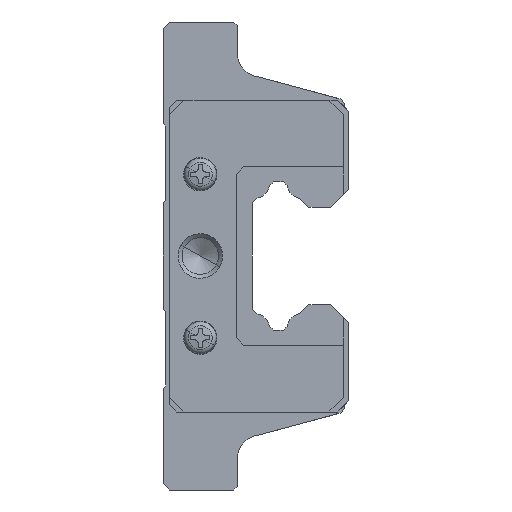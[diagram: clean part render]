
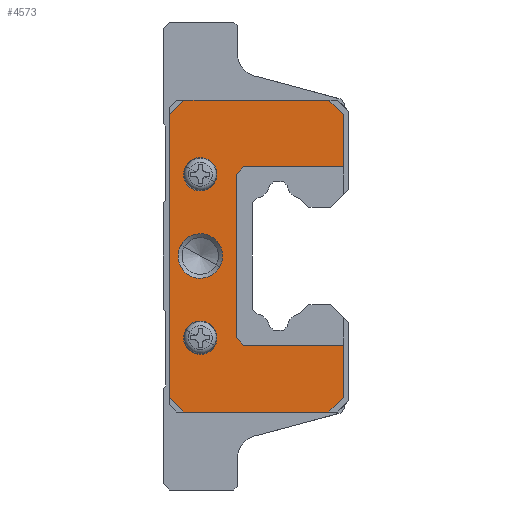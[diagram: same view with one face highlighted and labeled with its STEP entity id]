
A CAD part, left-side view. The second image highlights one B-rep face of the part: STEP entity #4573.
In plain terms, the highlighted planar face has unit normal (-1, 0, 0).
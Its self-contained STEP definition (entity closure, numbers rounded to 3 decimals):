
#131=CARTESIAN_POINT('Vertex',(-35.,1.452,12.)) ;
#134=CARTESIAN_POINT('Line Origine',(-35.,8.194,12.)) ;
#138=CARTESIAN_POINT('Vertex',(-35.,14.935,12.)) ;
#171=CARTESIAN_POINT('Vertex',(-35.,14.935,-12.)) ;
#174=CARTESIAN_POINT('Line Origine',(-35.,8.194,-12.)) ;
#178=CARTESIAN_POINT('Vertex',(-35.,1.452,-12.)) ;
#205=CARTESIAN_POINT('Line Origine',(-35.,15.435,11.5)) ;
#209=CARTESIAN_POINT('Vertex',(-35.,15.935,11.)) ;
#240=CARTESIAN_POINT('Vertex',(-35.,15.935,-11.)) ;
#243=CARTESIAN_POINT('Line Origine',(-35.,15.435,-11.5)) ;
#265=CARTESIAN_POINT('Line Origine',(-35.,15.935,0.)) ;
#330=CARTESIAN_POINT('Line Origine',(-35.,13.202,21.)) ;
#334=CARTESIAN_POINT('Vertex',(-35.,22.952,21.)) ;
#336=CARTESIAN_POINT('Vertex',(-35.,3.452,21.)) ;
#652=CARTESIAN_POINT('Vertex',(-35.,24.952,19.)) ;
#655=CARTESIAN_POINT('Line Origine',(-35.,23.952,20.)) ;
#719=CARTESIAN_POINT('Vertex',(-35.,1.452,19.)) ;
#727=CARTESIAN_POINT('Line Origine',(-35.,2.452,20.)) ;
#783=CARTESIAN_POINT('Line Origine',(-35.,13.202,-21.)) ;
#787=CARTESIAN_POINT('Vertex',(-35.,3.452,-21.)) ;
#789=CARTESIAN_POINT('Vertex',(-35.,22.952,-21.)) ;
#850=CARTESIAN_POINT('Vertex',(-35.,1.452,-19.)) ;
#853=CARTESIAN_POINT('Line Origine',(-35.,2.452,-20.)) ;
#2105=CARTESIAN_POINT('Line Origine',(-35.,24.952,0.)) ;
#2109=CARTESIAN_POINT('Vertex',(-35.,24.952,-19.)) ;
#2169=CARTESIAN_POINT('Line Origine',(-35.,23.952,-20.)) ;
#3888=CARTESIAN_POINT('Line Origine',(-35.,1.452,-15.5)) ;
#3921=CARTESIAN_POINT('Line Origine',(-35.,1.452,15.5)) ;
#4534=CARTESIAN_POINT('Axis2P3D Location',(-35.,0.,0.)) ;
#4555=CARTESIAN_POINT('Axis2P3D Location',(-35.,20.752,0.)) ;
#4559=CARTESIAN_POINT('Vertex',(-35.,18.119,-1.438)) ;
#4561=CARTESIAN_POINT('Vertex',(-35.,23.385,1.438)) ;
#4564=CARTESIAN_POINT('Axis2P3D Location',(-35.,20.752,0.)) ;
#135=DIRECTION('Vector Direction',(0.,-1.,0.)) ;
#175=DIRECTION('Vector Direction',(0.,1.,0.)) ;
#206=DIRECTION('Vector Direction',(0.,-0.707,0.707)) ;
#244=DIRECTION('Vector Direction',(0.,0.707,0.707)) ;
#266=DIRECTION('Vector Direction',(0.,0.,1.)) ;
#331=DIRECTION('Vector Direction',(0.,-1.,0.)) ;
#656=DIRECTION('Vector Direction',(0.,0.707,-0.707)) ;
#728=DIRECTION('Vector Direction',(0.,-0.707,-0.707)) ;
#784=DIRECTION('Vector Direction',(0.,1.,0.)) ;
#854=DIRECTION('Vector Direction',(0.,-0.707,0.707)) ;
#2106=DIRECTION('Vector Direction',(0.,0.,1.)) ;
#2170=DIRECTION('Vector Direction',(0.,0.707,0.707)) ;
#3889=DIRECTION('Vector Direction',(0.,0.,-1.)) ;
#3922=DIRECTION('Vector Direction',(0.,0.,-1.)) ;
#4535=DIRECTION('Axis2P3D Direction',(1.,-0.,0.)) ;
#4536=DIRECTION('Axis2P3D XDirection',(0.,0.,-1.)) ;
#4556=DIRECTION('Axis2P3D Direction',(1.,-0.,0.)) ;
#4565=DIRECTION('Axis2P3D Direction',(1.,-0.,0.)) ;
#4537=AXIS2_PLACEMENT_3D('Plane Axis2P3D',#4534,#4535,#4536) ;
#4557=AXIS2_PLACEMENT_3D('Circle Axis2P3D',#4555,#4556,$) ;
#4566=AXIS2_PLACEMENT_3D('Circle Axis2P3D',#4564,#4565,$) ;
#4540=ORIENTED_EDGE('',*,*,#180,.T.) ;
#4541=ORIENTED_EDGE('',*,*,#247,.T.) ;
#4542=ORIENTED_EDGE('',*,*,#269,.T.) ;
#4543=ORIENTED_EDGE('',*,*,#211,.T.) ;
#4544=ORIENTED_EDGE('',*,*,#140,.T.) ;
#4545=ORIENTED_EDGE('',*,*,#3925,.F.) ;
#4546=ORIENTED_EDGE('',*,*,#731,.F.) ;
#4547=ORIENTED_EDGE('',*,*,#338,.F.) ;
#4548=ORIENTED_EDGE('',*,*,#659,.T.) ;
#4549=ORIENTED_EDGE('',*,*,#2111,.F.) ;
#4550=ORIENTED_EDGE('',*,*,#2173,.F.) ;
#4551=ORIENTED_EDGE('',*,*,#791,.F.) ;
#4552=ORIENTED_EDGE('',*,*,#857,.T.) ;
#4553=ORIENTED_EDGE('',*,*,#3892,.F.) ;
#4570=ORIENTED_EDGE('',*,*,#4563,.T.) ;
#4571=ORIENTED_EDGE('',*,*,#4568,.T.) ;
#4572=FACE_BOUND('',#4569,.T.) ;
#136=VECTOR('Line Direction',#135,1.) ;
#176=VECTOR('Line Direction',#175,1.) ;
#207=VECTOR('Line Direction',#206,1.) ;
#245=VECTOR('Line Direction',#244,1.) ;
#267=VECTOR('Line Direction',#266,1.) ;
#332=VECTOR('Line Direction',#331,1.) ;
#657=VECTOR('Line Direction',#656,1.) ;
#729=VECTOR('Line Direction',#728,1.) ;
#785=VECTOR('Line Direction',#784,1.) ;
#855=VECTOR('Line Direction',#854,1.) ;
#2107=VECTOR('Line Direction',#2106,1.) ;
#2171=VECTOR('Line Direction',#2170,1.) ;
#3890=VECTOR('Line Direction',#3889,1.) ;
#3923=VECTOR('Line Direction',#3922,1.) ;
#4573=ADVANCED_FACE('HSV20CSS',(#4554,#4572),#4538,.F.) ;
#4558=CIRCLE('generated circle',#4557,3.) ;
#4567=CIRCLE('generated circle',#4566,3.) ;
#140=EDGE_CURVE('',#139,#132,#137,.T.) ;
#180=EDGE_CURVE('',#179,#172,#177,.T.) ;
#211=EDGE_CURVE('',#210,#139,#208,.T.) ;
#247=EDGE_CURVE('',#172,#241,#246,.T.) ;
#269=EDGE_CURVE('',#241,#210,#268,.T.) ;
#338=EDGE_CURVE('',#335,#337,#333,.T.) ;
#659=EDGE_CURVE('',#335,#653,#658,.T.) ;
#731=EDGE_CURVE('',#337,#720,#730,.T.) ;
#791=EDGE_CURVE('',#788,#790,#786,.T.) ;
#857=EDGE_CURVE('',#788,#851,#856,.T.) ;
#2111=EDGE_CURVE('',#2110,#653,#2108,.T.) ;
#2173=EDGE_CURVE('',#790,#2110,#2172,.T.) ;
#3892=EDGE_CURVE('',#179,#851,#3891,.T.) ;
#3925=EDGE_CURVE('',#720,#132,#3924,.T.) ;
#4563=EDGE_CURVE('',#4560,#4562,#4558,.T.) ;
#4568=EDGE_CURVE('',#4562,#4560,#4567,.T.) ;
#4539=EDGE_LOOP('',(#4540,#4541,#4542,#4543,#4544,#4545,#4546,#4547,#4548,#4549,#4550,#4551,#4552,#4553)) ;
#4569=EDGE_LOOP('',(#4570,#4571)) ;
#4554=FACE_OUTER_BOUND('',#4539,.T.) ;
#137=LINE('Line',#134,#136) ;
#177=LINE('Line',#174,#176) ;
#208=LINE('Line',#205,#207) ;
#246=LINE('Line',#243,#245) ;
#268=LINE('Line',#265,#267) ;
#333=LINE('Line',#330,#332) ;
#658=LINE('Line',#655,#657) ;
#730=LINE('Line',#727,#729) ;
#786=LINE('Line',#783,#785) ;
#856=LINE('Line',#853,#855) ;
#2108=LINE('Line',#2105,#2107) ;
#2172=LINE('Line',#2169,#2171) ;
#3891=LINE('Line',#3888,#3890) ;
#3924=LINE('Line',#3921,#3923) ;
#4538=PLANE('',#4537) ;
#132=VERTEX_POINT('',#131) ;
#139=VERTEX_POINT('',#138) ;
#172=VERTEX_POINT('',#171) ;
#179=VERTEX_POINT('',#178) ;
#210=VERTEX_POINT('',#209) ;
#241=VERTEX_POINT('',#240) ;
#335=VERTEX_POINT('',#334) ;
#337=VERTEX_POINT('',#336) ;
#653=VERTEX_POINT('',#652) ;
#720=VERTEX_POINT('',#719) ;
#788=VERTEX_POINT('',#787) ;
#790=VERTEX_POINT('',#789) ;
#851=VERTEX_POINT('',#850) ;
#2110=VERTEX_POINT('',#2109) ;
#4560=VERTEX_POINT('',#4559) ;
#4562=VERTEX_POINT('',#4561) ;
